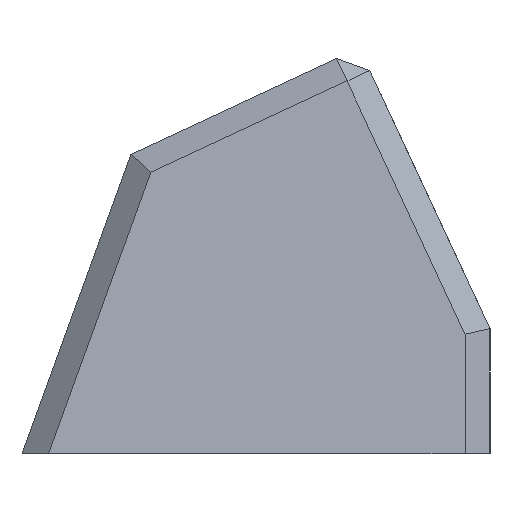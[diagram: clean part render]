
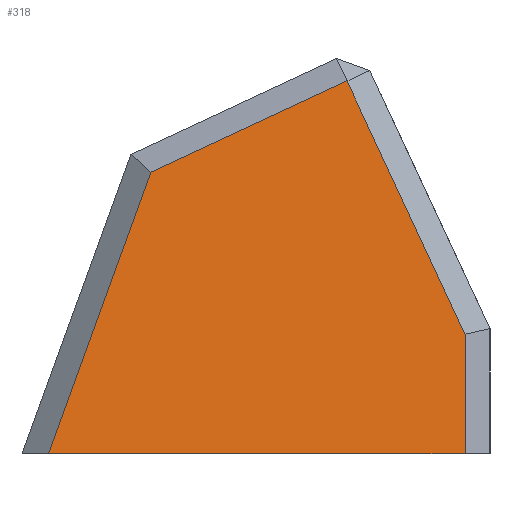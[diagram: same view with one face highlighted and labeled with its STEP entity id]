
A CAD part, left-side view. The second image highlights one B-rep face of the part: STEP entity #318.
In plain terms, the highlighted planar face has unit normal (-0.995, 0, 0.104).
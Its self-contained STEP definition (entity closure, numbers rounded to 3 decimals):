
#109 = VERTEX_POINT('',#110);
#110 = CARTESIAN_POINT('',(-27.765,54.35,
    45.047));
#119 = VERTEX_POINT('',#120);
#120 = CARTESIAN_POINT('',(-32.5,70.746,0.));
#126 = EDGE_CURVE('',#109,#119,#127,.T.);
#127 = LINE('',#128,#129);
#128 = CARTESIAN_POINT('',(-27.603,53.786,
    46.596));
#129 = VECTOR('',#130,1.);
#130 = DIRECTION('',(-0.098,0.34,-0.935)
  );
#199 = VERTEX_POINT('',#200);
#200 = CARTESIAN_POINT('',(-32.5,4.,0.));
#206 = EDGE_CURVE('',#119,#199,#207,.T.);
#207 = LINE('',#208,#209);
#208 = CARTESIAN_POINT('',(-32.5,55.082,0.));
#209 = VECTOR('',#210,1.);
#210 = DIRECTION('',(0.,-1.,0.));
#245 = EDGE_CURVE('',#246,#109,#248,.T.);
#246 = VERTEX_POINT('',#247);
#247 = CARTESIAN_POINT('',(-26.225,22.923,
    59.702));
#248 = LINE('',#249,#250);
#249 = CARTESIAN_POINT('',(-26.047,19.286,
    61.398));
#250 = VECTOR('',#251,1.);
#251 = DIRECTION('',(-0.044,0.905,-0.422)
  );
#318 = ADVANCED_FACE('',(#319),#338,.F.);
#319 = FACE_BOUND('',#320,.F.);
#320 = EDGE_LOOP('',(#321,#322,#323,#324,#332));
#321 = ORIENTED_EDGE('',*,*,#206,.F.);
#322 = ORIENTED_EDGE('',*,*,#126,.F.);
#323 = ORIENTED_EDGE('',*,*,#245,.F.);
#324 = ORIENTED_EDGE('',*,*,#325,.F.);
#325 = EDGE_CURVE('',#326,#246,#328,.T.);
#326 = VERTEX_POINT('',#327);
#327 = CARTESIAN_POINT('',(-30.49,4.,19.122));
#328 = LINE('',#329,#330);
#329 = CARTESIAN_POINT('',(-30.574,3.629,
    18.326));
#330 = VECTOR('',#331,1.);
#331 = DIRECTION('',(0.095,0.421,0.902));
#332 = ORIENTED_EDGE('',*,*,#333,.F.);
#333 = EDGE_CURVE('',#199,#326,#334,.T.);
#334 = LINE('',#335,#336);
#335 = CARTESIAN_POINT('',(-32.5,4.,0.));
#336 = VECTOR('',#337,1.);
#337 = DIRECTION('',(0.105,0.,0.995));
#338 = PLANE('',#339);
#339 = AXIS2_PLACEMENT_3D('',#340,#341,#342);
#340 = CARTESIAN_POINT('',(-29.926,35.163,
    24.49));
#341 = DIRECTION('',(0.995,0.,-0.105));
#342 = DIRECTION('',(0.105,0.,0.995));
